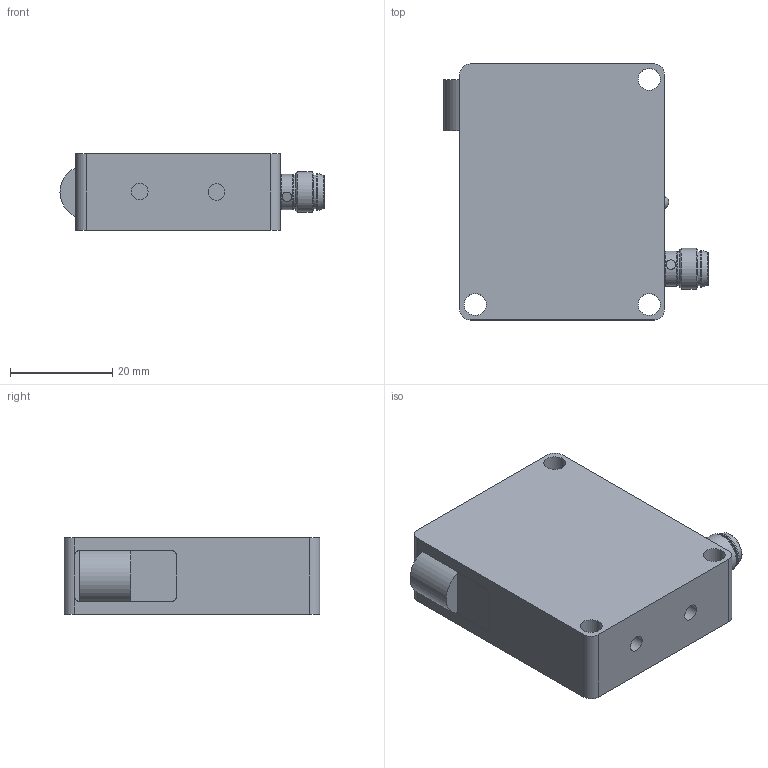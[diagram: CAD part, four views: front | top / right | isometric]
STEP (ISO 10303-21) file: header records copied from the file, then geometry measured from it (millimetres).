
FILE_DESCRIPTION(/* description */ ('DISO X xxx'),/* implementation_level */ '2;1');
FILE_NAME(/* name */ 'LLH 51 M 200 G3-T3.stp',/* time_stamp */ '2015-12-08T08:55:15+01:00',/* author */ ('lck'),/* organization */ ('di-soric GmbH & Co. KG'),/* preprocessor_version */ 'ST-DEVELOPER v16.1',/* originating_system */ 'Autodesk Inventor 2016',/* authorisation */ '');
FILE_SCHEMA (('AUTOMOTIVE_DESIGN { 1 0 10303 214 3 1 1 }'));
Length unit declared in the file: millimetre
Products named in the file (1): Bauteil4
Bounding box: 51.6 x 50 x 15 mm (x, y, z)
Volume: 29357.3 mm3; surface area: 8566.6 mm2
Topology: 1 solids, 7 shells, 189 faces, 427 edges, 272 vertices
Faces by surface type: plane 96, cylinder 80, sphere 6, cone 5, torus 2
Full cylindrical faces by diameter (mm): 0.5 x3, 1 x3, 2 x2, 3 x2, 3.25 x2, 4.3 x3, 5.7 x1, 5.8 x2, 6.4 x1, 6.6 x3, 6.7 x2, 6.9 x1, 7.2 x1, 7.6 x1, 8 x2
Entity records: 5529 total; most frequent: CARTESIAN_POINT 1156, DIRECTION 884, ORIENTED_EDGE 746, EDGE_CURVE 373, AXIS2_PLACEMENT_3D 356, EDGE_LOOP 264, VERTEX_POINT 257, FACE_OUTER_BOUND 189
